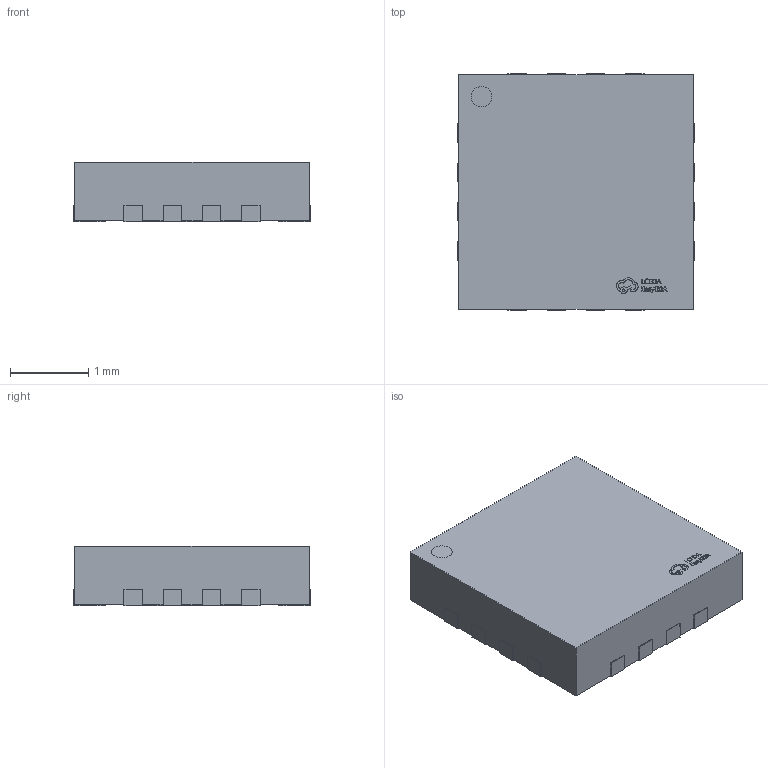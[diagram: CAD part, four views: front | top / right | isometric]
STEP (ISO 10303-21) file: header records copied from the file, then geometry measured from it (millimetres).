
FILE_DESCRIPTION (( 'STEP AP214' ), '1' );
FILE_NAME ('TQFN-16_L3.0-W3.0-P0.50-TL-EP1.7.step', '2022-07-15T03:53:19', ( '' ), ( '' ), 'SwSTEP 2.0', 'SolidWorks 2020', '' );
FILE_SCHEMA (( 'AUTOMOTIVE_DESIGN' ));
Length unit declared in the file: millimetre
Products named in the file (1): TQFN-16_L3.0-W3.0-P0.50-TL-EP1.7
Bounding box: 3.02 x 3.02 x 0.76 mm (x, y, z)
Volume: 6.8 mm3; surface area: 27.5 mm2
Topology: 14 solids, 14 shells, 406 faces, 1107 edges, 738 vertices
Faces by surface type: plane 272, bspline 112, cylinder 22
Entity records: 18548 total; most frequent: CARTESIAN_POINT 4356, ORIENTED_EDGE 2214, DIRECTION 1513, EDGE_CURVE 1107, LINE 835, VECTOR 835, VERTEX_POINT 738, EDGE_LOOP 427
